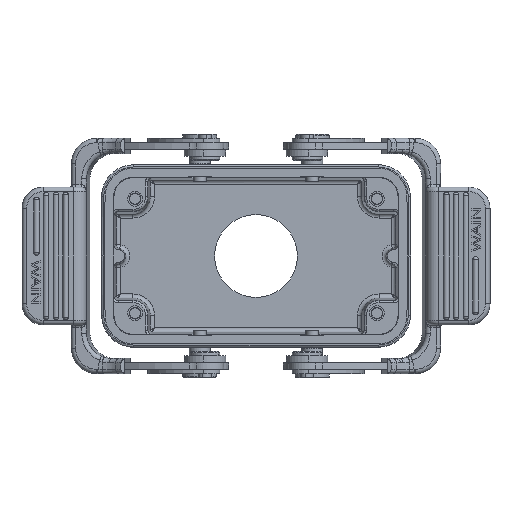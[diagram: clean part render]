
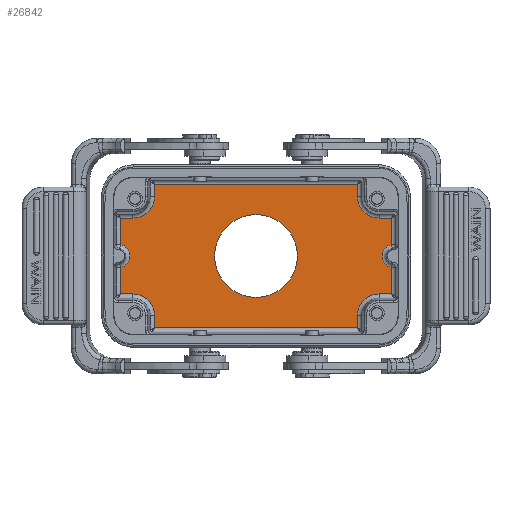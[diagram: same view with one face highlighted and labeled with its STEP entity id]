
A CAD part, front view. The second image highlights one B-rep face of the part: STEP entity #26842.
In plain terms, the highlighted planar face has unit normal (0, -1, 0).
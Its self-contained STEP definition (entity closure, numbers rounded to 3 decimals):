
#738=CARTESIAN_POINT('',(32.5,19.35,0.));
#739=DIRECTION('',(0.,-1.,0.));
#740=DIRECTION('',(-0.2,0.,0.98));
#741=AXIS2_PLACEMENT_3D('',#738,#739,#740);
#743=CARTESIAN_POINT('',(29.,19.35,-14.));
#744=DIRECTION('',(0.,-1.,0.));
#745=DIRECTION('',(0.,0.,1.));
#746=AXIS2_PLACEMENT_3D('',#743,#744,#745);
#748=CARTESIAN_POINT('',(-29.,19.35,-14.));
#749=DIRECTION('',(0.,-1.,0.));
#750=DIRECTION('',(1.,0.,0.));
#751=AXIS2_PLACEMENT_3D('',#748,#749,#750);
#753=CARTESIAN_POINT('',(-32.5,19.35,0.));
#754=DIRECTION('',(0.,-1.,0.));
#755=DIRECTION('',(0.2,0.,-0.98));
#756=AXIS2_PLACEMENT_3D('',#753,#754,#755);
#758=CARTESIAN_POINT('',(-29.,19.35,14.));
#759=DIRECTION('',(0.,-1.,0.));
#760=DIRECTION('',(0.,0.,-1.));
#761=AXIS2_PLACEMENT_3D('',#758,#759,#760);
#763=CARTESIAN_POINT('',(29.,19.35,14.));
#764=DIRECTION('',(0.,-1.,0.));
#765=DIRECTION('',(-1.,0.,0.));
#766=AXIS2_PLACEMENT_3D('',#763,#764,#765);
#768=CARTESIAN_POINT('',(0.,19.35,0.));
#769=DIRECTION('',(0.,-1.,0.));
#770=DIRECTION('',(-1.,0.,0.));
#771=AXIS2_PLACEMENT_3D('',#768,#769,#770);
#773=CARTESIAN_POINT('',(0.,19.35,0.));
#774=DIRECTION('',(0.,-1.,0.));
#775=DIRECTION('',(1.,0.,0.));
#776=AXIS2_PLACEMENT_3D('',#773,#774,#775);
#782=DIRECTION('',(0.,0.,1.));
#783=VECTOR('',#782,6.23);
#784=CARTESIAN_POINT('',(31.947,19.35,2.717));
#785=LINE('',#784,#783);
#1373=DIRECTION('',(0.,0.,-1.));
#1374=VECTOR('',#1373,2.946);
#1375=CARTESIAN_POINT('',(-23.947,19.35,
-14.));
#1376=LINE('',#1375,#1374);
#1418=DIRECTION('',(1.,0.,0.));
#1419=VECTOR('',#1418,2.946);
#1420=CARTESIAN_POINT('',(-31.946,19.35,
-8.946));
#1421=LINE('',#1420,#1419);
#1426=DIRECTION('',(0.,0.,-1.));
#1427=VECTOR('',#1426,6.23);
#1428=CARTESIAN_POINT('',(-31.947,19.35,
-2.717));
#1429=LINE('',#1428,#1427);
#1525=DIRECTION('',(0.,0.,-1.));
#1526=VECTOR('',#1525,6.23);
#1527=CARTESIAN_POINT('',(-31.946,19.35,8.946));
#1528=LINE('',#1527,#1526);
#1542=DIRECTION('',(-1.,0.,0.));
#1543=VECTOR('',#1542,2.946);
#1544=CARTESIAN_POINT('',(-29.,19.35,8.947));
#1545=LINE('',#1544,#1543);
#1587=DIRECTION('',(0.,0.,-1.));
#1588=VECTOR('',#1587,2.946);
#1589=CARTESIAN_POINT('',(-23.946,19.35,16.946));
#1590=LINE('',#1589,#1588);
#1591=DIRECTION('',(-1.,0.,0.));
#1592=VECTOR('',#1591,47.893);
#1593=CARTESIAN_POINT('',(23.946,19.35,16.946));
#1594=LINE('',#1593,#1592);
#1617=DIRECTION('',(0.,0.,1.));
#1618=VECTOR('',#1617,2.946);
#1619=CARTESIAN_POINT('',(23.947,19.35,14.));
#1620=LINE('',#1619,#1618);
#1662=DIRECTION('',(-1.,0.,0.));
#1663=VECTOR('',#1662,2.946);
#1664=CARTESIAN_POINT('',(31.946,19.35,8.946));
#1665=LINE('',#1664,#1663);
#1666=DIRECTION('',(1.,0.,0.));
#1667=VECTOR('',#1666,47.893);
#1668=CARTESIAN_POINT('',(-23.946,19.35,
-16.946));
#1669=LINE('',#1668,#1667);
#1705=DIRECTION('',(0.,0.,1.));
#1706=VECTOR('',#1705,2.946);
#1707=CARTESIAN_POINT('',(23.946,19.35,-16.946));
#1708=LINE('',#1707,#1706);
#2865=DIRECTION('',(0.,0.,1.));
#2866=VECTOR('',#2865,6.23);
#2867=CARTESIAN_POINT('',(31.946,19.35,-8.946));
#2868=LINE('',#2867,#2866);
#2968=DIRECTION('',(1.,0.,0.));
#2969=VECTOR('',#2968,2.946);
#2970=CARTESIAN_POINT('',(29.,19.35,-8.947));
#2971=LINE('',#2970,#2969);
#20815=CARTESIAN_POINT('',(9.75,19.35,0.));
#20816=VERTEX_POINT('',#20815);
#20817=CARTESIAN_POINT('',(-9.75,19.35,0.));
#20818=VERTEX_POINT('',#20817);
#20819=CARTESIAN_POINT('',(31.947,19.35,2.717));
#20820=CARTESIAN_POINT('',(31.946,19.35,8.946));
#20821=VERTEX_POINT('',#20819);
#20822=VERTEX_POINT('',#20820);
#20823=CARTESIAN_POINT('',(31.947,19.35,-2.717));
#20824=VERTEX_POINT('',#20823);
#20825=CARTESIAN_POINT('',(31.946,19.35,
-8.946));
#20826=VERTEX_POINT('',#20825);
#20827=CARTESIAN_POINT('',(29.,19.35,
-8.947));
#20828=VERTEX_POINT('',#20827);
#20829=CARTESIAN_POINT('',(23.947,19.35,-14.001));
#20830=VERTEX_POINT('',#20829);
#20831=CARTESIAN_POINT('',(23.946,19.35,
-16.946));
#20832=VERTEX_POINT('',#20831);
#20833=CARTESIAN_POINT('',(-23.946,19.35,
-16.946));
#20834=VERTEX_POINT('',#20833);
#20835=CARTESIAN_POINT('',(-23.947,19.35,
-14.));
#20836=VERTEX_POINT('',#20835);
#20837=CARTESIAN_POINT('',(-29.,19.35,-8.947));
#20838=VERTEX_POINT('',#20837);
#20839=CARTESIAN_POINT('',(-31.946,19.35,
-8.946));
#20840=VERTEX_POINT('',#20839);
#20841=CARTESIAN_POINT('',(-31.947,19.35,
-2.717));
#20842=VERTEX_POINT('',#20841);
#20843=CARTESIAN_POINT('',(-31.947,19.35,2.717));
#20844=VERTEX_POINT('',#20843);
#20845=CARTESIAN_POINT('',(-31.946,19.35,
8.946));
#20846=VERTEX_POINT('',#20845);
#20847=CARTESIAN_POINT('',(-29.,19.35,
8.947));
#20848=VERTEX_POINT('',#20847);
#20849=CARTESIAN_POINT('',(-23.947,19.35,14.001));
#20850=VERTEX_POINT('',#20849);
#20851=CARTESIAN_POINT('',(-23.946,19.35,
16.946));
#20852=VERTEX_POINT('',#20851);
#20853=CARTESIAN_POINT('',(23.946,19.35,16.946));
#20854=VERTEX_POINT('',#20853);
#20855=CARTESIAN_POINT('',(23.947,19.35,14.));
#20856=VERTEX_POINT('',#20855);
#20857=CARTESIAN_POINT('',(29.,19.35,8.947));
#20858=VERTEX_POINT('',#20857);
#26791=CARTESIAN_POINT('',(0.,19.35,-21.5));
#26792=DIRECTION('',(0.,-1.,0.));
#26793=DIRECTION('',(0.,0.,-1.));
#26794=AXIS2_PLACEMENT_3D('',#26791,#26792,#26793);
#26795=PLANE('',#26794);
#26797=ORIENTED_EDGE('',*,*,#26796,.F.);
#26799=ORIENTED_EDGE('',*,*,#26798,.T.);
#26801=ORIENTED_EDGE('',*,*,#26800,.F.);
#26803=ORIENTED_EDGE('',*,*,#26802,.F.);
#26805=ORIENTED_EDGE('',*,*,#26804,.T.);
#26807=ORIENTED_EDGE('',*,*,#26806,.F.);
#26809=ORIENTED_EDGE('',*,*,#26808,.F.);
#26811=ORIENTED_EDGE('',*,*,#26810,.F.);
#26813=ORIENTED_EDGE('',*,*,#26812,.T.);
#26815=ORIENTED_EDGE('',*,*,#26814,.F.);
#26817=ORIENTED_EDGE('',*,*,#26816,.F.);
#26819=ORIENTED_EDGE('',*,*,#26818,.T.);
#26821=ORIENTED_EDGE('',*,*,#26820,.F.);
#26823=ORIENTED_EDGE('',*,*,#26822,.F.);
#26825=ORIENTED_EDGE('',*,*,#26824,.T.);
#26827=ORIENTED_EDGE('',*,*,#26826,.F.);
#26829=ORIENTED_EDGE('',*,*,#26828,.F.);
#26831=ORIENTED_EDGE('',*,*,#26830,.F.);
#26833=ORIENTED_EDGE('',*,*,#26832,.T.);
#26835=ORIENTED_EDGE('',*,*,#26834,.F.);
#26836=EDGE_LOOP('',(#26797,#26799,#26801,#26803,#26805,#26807,#26809,#26811,
#26813,#26815,#26817,#26819,#26821,#26823,#26825,#26827,#26829,#26831,#26833,
#26835));
#26837=FACE_OUTER_BOUND('',#26836,.F.);
#26838=ORIENTED_EDGE('',*,*,#26771,.T.);
#26839=ORIENTED_EDGE('',*,*,#26785,.T.);
#26840=EDGE_LOOP('',(#26838,#26839));
#26841=FACE_BOUND('',#26840,.F.);
#26842=ADVANCED_FACE('',(#26837,#26841),#26795,.T.);
#742=CIRCLE('',#741,2.772);
#747=CIRCLE('',#746,5.053);
#752=CIRCLE('',#751,5.053);
#757=CIRCLE('',#756,2.772);
#762=CIRCLE('',#761,5.053);
#767=CIRCLE('',#766,5.053);
#772=CIRCLE('',#771,9.75);
#777=CIRCLE('',#776,9.75);
#26771=EDGE_CURVE('',#20818,#20816,#772,.T.);
#26785=EDGE_CURVE('',#20816,#20818,#777,.T.);
#26796=EDGE_CURVE('',#20821,#20822,#785,.T.);
#26798=EDGE_CURVE('',#20821,#20824,#742,.T.);
#26800=EDGE_CURVE('',#20826,#20824,#2868,.T.);
#26802=EDGE_CURVE('',#20828,#20826,#2971,.T.);
#26804=EDGE_CURVE('',#20828,#20830,#747,.T.);
#26806=EDGE_CURVE('',#20832,#20830,#1708,.T.);
#26808=EDGE_CURVE('',#20834,#20832,#1669,.T.);
#26810=EDGE_CURVE('',#20836,#20834,#1376,.T.);
#26812=EDGE_CURVE('',#20836,#20838,#752,.T.);
#26814=EDGE_CURVE('',#20840,#20838,#1421,.T.);
#26816=EDGE_CURVE('',#20842,#20840,#1429,.T.);
#26818=EDGE_CURVE('',#20842,#20844,#757,.T.);
#26820=EDGE_CURVE('',#20846,#20844,#1528,.T.);
#26822=EDGE_CURVE('',#20848,#20846,#1545,.T.);
#26824=EDGE_CURVE('',#20848,#20850,#762,.T.);
#26826=EDGE_CURVE('',#20852,#20850,#1590,.T.);
#26828=EDGE_CURVE('',#20854,#20852,#1594,.T.);
#26830=EDGE_CURVE('',#20856,#20854,#1620,.T.);
#26832=EDGE_CURVE('',#20856,#20858,#767,.T.);
#26834=EDGE_CURVE('',#20822,#20858,#1665,.T.);
